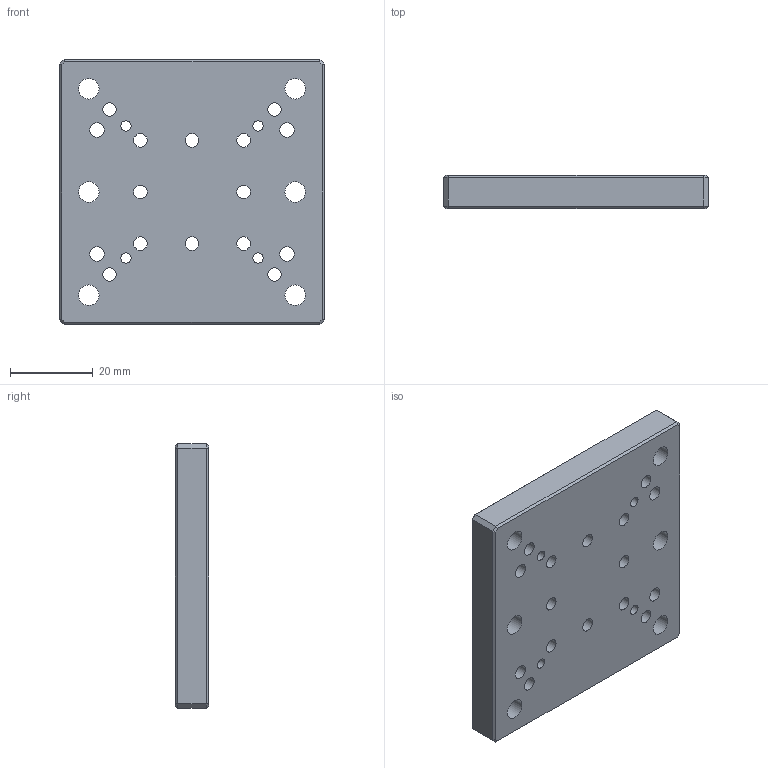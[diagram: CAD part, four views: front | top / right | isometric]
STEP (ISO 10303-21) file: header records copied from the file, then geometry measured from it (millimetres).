
FILE_DESCRIPTION (( 'STEP AP203' ), '1' );
FILE_NAME ('64-64-8-蛌諉啣.STEP', '2025-05-19T03:24:22', ( 'Windows User' ), ( 'P R C' ), 'SwSTEP 2.0', 'SolidWorks 2020', '' );
FILE_SCHEMA (( 'CONFIG_CONTROL_DESIGN' ));
Length unit declared in the file: millimetre
Products named in the file (1): 64-64-8-蛌諉啣
Bounding box: 64 x 8 x 64 mm (x, y, z)
Volume: 30060.3 mm3; surface area: 11953 mm2
Topology: 1 solids, 1 shells, 86 faces, 198 edges, 118 vertices
Faces by surface type: plane 30, cylinder 30, cone 26
Full cylindrical faces by diameter (mm): 2.5 x4, 3.3 x12, 3.5 x4, 5 x6, 6 x4
Entity records: 2313 total; most frequent: DIRECTION 402, CARTESIAN_POINT 347, ORIENTED_EDGE 284, EDGE_LOOP 198, AXIS2_PLACEMENT_3D 173, EDGE_CURVE 142, VERTEX_POINT 118, FACE_OUTER_BOUND 116
